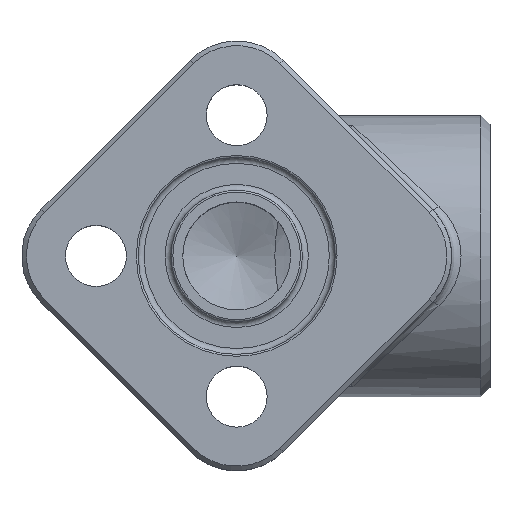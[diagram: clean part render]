
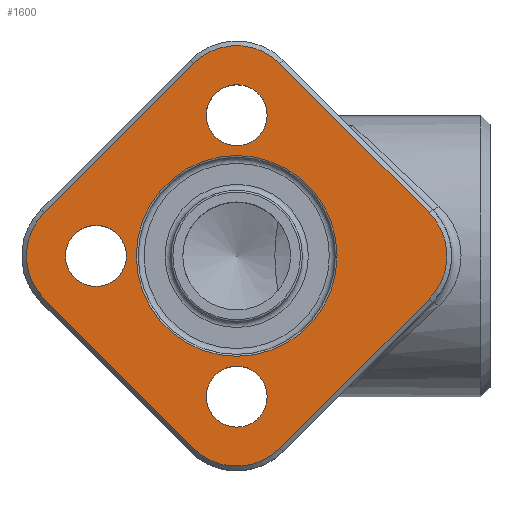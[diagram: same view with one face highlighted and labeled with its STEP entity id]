
A CAD part, top view. The second image highlights one B-rep face of the part: STEP entity #1600.
In plain terms, the highlighted planar face has unit normal (0, 0, 1).
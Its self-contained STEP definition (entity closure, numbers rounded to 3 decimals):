
#70=PLANE('',#1782);
#115=LINE('',#2730,#161);
#116=LINE('',#2734,#162);
#117=LINE('',#2738,#163);
#118=LINE('',#2739,#164);
#161=VECTOR('',#2067,1000.);
#162=VECTOR('',#2070,1000.);
#163=VECTOR('',#2073,1000.);
#164=VECTOR('',#2074,1000.);
#487=ORIENTED_EDGE('',*,*,#808,.T.);
#488=ORIENTED_EDGE('',*,*,#928,.T.);
#489=ORIENTED_EDGE('',*,*,#929,.T.);
#490=ORIENTED_EDGE('',*,*,#930,.T.);
#491=ORIENTED_EDGE('',*,*,#931,.T.);
#492=ORIENTED_EDGE('',*,*,#932,.T.);
#493=ORIENTED_EDGE('',*,*,#933,.T.);
#494=ORIENTED_EDGE('',*,*,#822,.T.);
#495=ORIENTED_EDGE('',*,*,#934,.T.);
#496=ORIENTED_EDGE('',*,*,#856,.F.);
#497=ORIENTED_EDGE('',*,*,#854,.F.);
#498=ORIENTED_EDGE('',*,*,#858,.F.);
#808=EDGE_CURVE('',#1043,#1043,#1186,.T.);
#822=EDGE_CURVE('',#1057,#1058,#1198,.T.);
#854=EDGE_CURVE('',#1086,#1086,#1222,.T.);
#856=EDGE_CURVE('',#1088,#1088,#1224,.T.);
#858=EDGE_CURVE('',#1090,#1090,#1226,.T.);
#928=EDGE_CURVE('',#1150,#1151,#1236,.T.);
#929=EDGE_CURVE('',#1151,#1152,#115,.T.);
#930=EDGE_CURVE('',#1152,#1153,#1237,.T.);
#931=EDGE_CURVE('',#1153,#1154,#116,.T.);
#932=EDGE_CURVE('',#1154,#1155,#1238,.T.);
#933=EDGE_CURVE('',#1155,#1057,#117,.T.);
#934=EDGE_CURVE('',#1058,#1150,#118,.T.);
#1043=VERTEX_POINT('',#2217);
#1057=VERTEX_POINT('',#2301);
#1058=VERTEX_POINT('',#2302);
#1086=VERTEX_POINT('',#2372);
#1088=VERTEX_POINT('',#2377);
#1090=VERTEX_POINT('',#2382);
#1150=VERTEX_POINT('',#2728);
#1151=VERTEX_POINT('',#2729);
#1152=VERTEX_POINT('',#2731);
#1153=VERTEX_POINT('',#2733);
#1154=VERTEX_POINT('',#2735);
#1155=VERTEX_POINT('',#2737);
#1186=CIRCLE('',#1696,10.7);
#1198=CIRCLE('',#1718,6.5);
#1222=CIRCLE('',#1752,3.25);
#1224=CIRCLE('',#1755,3.25);
#1226=CIRCLE('',#1758,3.25);
#1236=CIRCLE('',#1783,6.5);
#1237=CIRCLE('',#1784,6.5);
#1238=CIRCLE('',#1785,6.5);
#1315=EDGE_LOOP('',(#487));
#1316=EDGE_LOOP('',(#488,#489,#490,#491,#492,#493,#494,#495));
#1317=EDGE_LOOP('',(#496));
#1318=EDGE_LOOP('',(#497));
#1319=EDGE_LOOP('',(#498));
#1461=FACE_BOUND('',#1315,.T.);
#1462=FACE_BOUND('',#1316,.T.);
#1463=FACE_BOUND('',#1317,.T.);
#1464=FACE_BOUND('',#1318,.T.);
#1465=FACE_BOUND('',#1319,.T.);
#1600=ADVANCED_FACE('',(#1461,#1462,#1463,#1464,#1465),#70,.T.);
#1696=AXIS2_PLACEMENT_3D('',#2216,#1855,#1856);
#1718=AXIS2_PLACEMENT_3D('',#2300,#1899,#1900);
#1752=AXIS2_PLACEMENT_3D('',#2371,#1975,#1976);
#1755=AXIS2_PLACEMENT_3D('',#2376,#1981,#1982);
#1758=AXIS2_PLACEMENT_3D('',#2381,#1987,#1988);
#1782=AXIS2_PLACEMENT_3D('',#2726,#2063,#2064);
#1783=AXIS2_PLACEMENT_3D('',#2727,#2065,#2066);
#1784=AXIS2_PLACEMENT_3D('',#2732,#2068,#2069);
#1785=AXIS2_PLACEMENT_3D('',#2736,#2071,#2072);
#1855=DIRECTION('',(0.,0.,-1.));
#1856=DIRECTION('',(1.,0.,0.));
#1899=DIRECTION('',(0.,0.,1.));
#1900=DIRECTION('',(1.,0.,0.));
#1975=DIRECTION('',(0.,0.,1.));
#1976=DIRECTION('',(1.,0.,0.));
#1981=DIRECTION('',(0.,0.,1.));
#1982=DIRECTION('',(1.,0.,0.));
#1987=DIRECTION('',(0.,0.,1.));
#1988=DIRECTION('',(1.,0.,0.));
#2063=DIRECTION('',(0.,0.,1.));
#2064=DIRECTION('',(1.,0.,0.));
#2065=DIRECTION('',(0.,0.,1.));
#2066=DIRECTION('',(1.,0.,0.));
#2067=DIRECTION('',(0.707,0.707,0.));
#2068=DIRECTION('',(0.,0.,1.));
#2069=DIRECTION('',(1.,0.,0.));
#2070=DIRECTION('',(-0.707,0.707,0.));
#2071=DIRECTION('',(0.,0.,1.));
#2072=DIRECTION('',(1.,0.,0.));
#2073=DIRECTION('',(-0.707,-0.707,0.));
#2074=DIRECTION('',(0.707,-0.707,0.));
#2216=CARTESIAN_POINT('',(0.,0.,10.));
#2217=CARTESIAN_POINT('',(10.7,0.,10.));
#2300=CARTESIAN_POINT('',(-15.91,0.,10.));
#2301=CARTESIAN_POINT('',(-20.506,4.596,10.));
#2302=CARTESIAN_POINT('',(-20.506,-4.596,10.));
#2371=CARTESIAN_POINT('',(-15.,0.,10.));
#2372=CARTESIAN_POINT('',(-11.75,0.,10.));
#2376=CARTESIAN_POINT('',(0.,-15.,10.));
#2377=CARTESIAN_POINT('',(3.25,-15.,10.));
#2381=CARTESIAN_POINT('',(0.,15.,10.));
#2382=CARTESIAN_POINT('',(3.25,15.,10.));
#2726=CARTESIAN_POINT('',(0.,0.,10.));
#2727=CARTESIAN_POINT('',(0.,-15.91,10.));
#2728=CARTESIAN_POINT('',(-4.596,-20.506,10.));
#2729=CARTESIAN_POINT('',(4.596,-20.506,10.));
#2730=CARTESIAN_POINT('',(20.506,-4.596,10.));
#2731=CARTESIAN_POINT('',(20.506,-4.596,10.));
#2732=CARTESIAN_POINT('',(15.91,0.,10.));
#2733=CARTESIAN_POINT('',(20.506,4.596,10.));
#2734=CARTESIAN_POINT('',(4.596,20.506,10.));
#2735=CARTESIAN_POINT('',(4.596,20.506,10.));
#2736=CARTESIAN_POINT('',(0.,15.91,10.));
#2737=CARTESIAN_POINT('',(-4.596,20.506,10.));
#2738=CARTESIAN_POINT('',(-20.506,4.596,10.));
#2739=CARTESIAN_POINT('',(-4.596,-20.506,10.));
